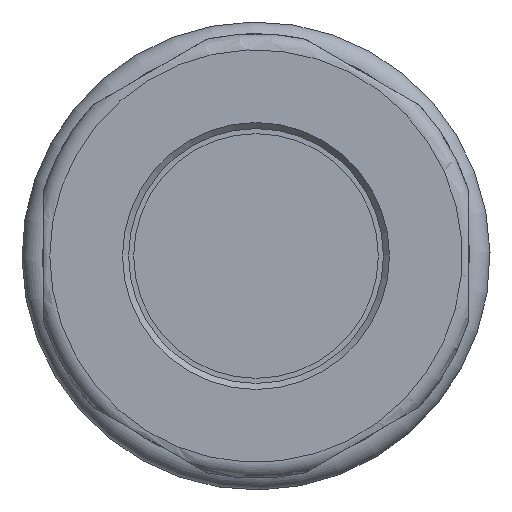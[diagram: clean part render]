
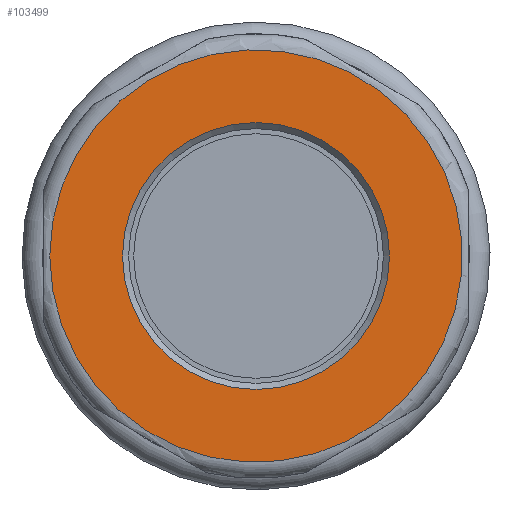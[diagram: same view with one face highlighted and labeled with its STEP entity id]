
A CAD part, left-side view. The second image highlights one B-rep face of the part: STEP entity #103499.
In plain terms, the highlighted planar face has unit normal (-1, 0, 0).
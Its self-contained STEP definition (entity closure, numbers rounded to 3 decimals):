
#103468=CARTESIAN_POINT('',(0.0,6.6,0.));
#103469=VERTEX_POINT('',#103468);
#103470=CARTESIAN_POINT('',(0.0,0.0,0.0));
#103471=DIRECTION('',(-1.0,0.0,0.0));
#103472=DIRECTION('',(0.0,-1.0,0.0));
#103473=AXIS2_PLACEMENT_3D('',#103470,#103471,#103472);
#103474=CIRCLE('',#103473,6.6);
#103475=EDGE_CURVE('',#103469,#103469,#103474,.T.);
#103480=CARTESIAN_POINT('',(0.0,8.65,0.0));
#103481=DIRECTION('',(-1.0,0.0,0.0));
#103482=DIRECTION('',(0.0,0.0,1.0));
#103483=AXIS2_PLACEMENT_3D('',#103480,#103481,#103482);
#103484=PLANE('',#103483);
#103485=CARTESIAN_POINT('',(0.0,10.2,0.0));
#103486=VERTEX_POINT('',#103485);
#103487=CARTESIAN_POINT('',(0.0,0.0,0.0));
#103488=DIRECTION('',(1.0,0.0,0.0));
#103489=DIRECTION('',(0.0,-1.0,0.0));
#103490=AXIS2_PLACEMENT_3D('',#103487,#103488,#103489);
#103491=CIRCLE('',#103490,10.2);
#103492=EDGE_CURVE('',#103486,#103486,#103491,.T.);
#103493=ORIENTED_EDGE('',*,*,#103492,.F.);
#103494=EDGE_LOOP('',(#103493));
#103495=FACE_OUTER_BOUND('',#103494,.T.);
#103496=ORIENTED_EDGE('',*,*,#103475,.F.);
#103497=EDGE_LOOP('',(#103496));
#103498=FACE_BOUND('',#103497,.T.);
#103499=ADVANCED_FACE('',(#103495,#103498),#103484,.T.);
